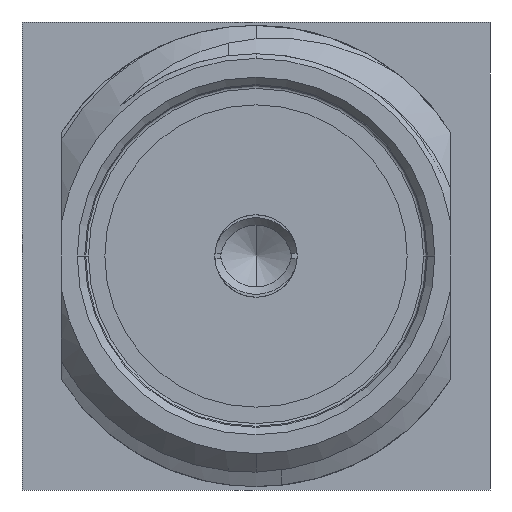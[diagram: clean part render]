
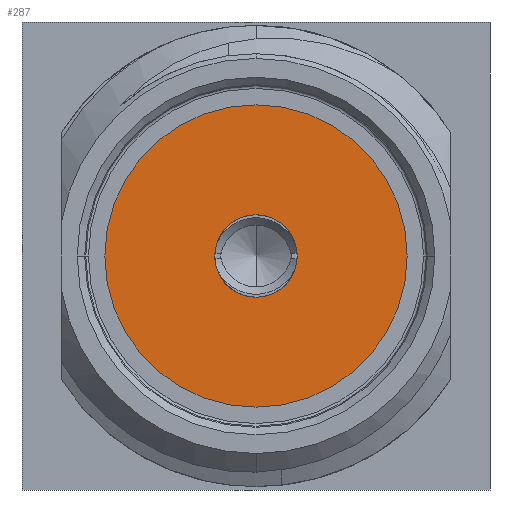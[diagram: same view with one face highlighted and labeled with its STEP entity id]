
A CAD part, front view. The second image highlights one B-rep face of the part: STEP entity #287.
In plain terms, the highlighted planar face has unit normal (0, -1, 0).
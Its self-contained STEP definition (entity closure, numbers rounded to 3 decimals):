
#287=ADVANCED_FACE('',(#841,#842),#843,.T.);
#841=FACE_OUTER_BOUND('',#1461,.T.);
#842=FACE_BOUND('',#1462,.T.);
#843=PLANE('',#1463);
#1461=EDGE_LOOP('',(#3755,#3756));
#1462=EDGE_LOOP('',(#3757,#3758,#3759,#3760));
#1463=AXIS2_PLACEMENT_3D('',#3761,#3762,#3763);
#3755=ORIENTED_EDGE('',*,*,#5059,.T.);
#3756=ORIENTED_EDGE('',*,*,#5061,.T.);
#3757=ORIENTED_EDGE('',*,*,#5062,.T.);
#3758=ORIENTED_EDGE('',*,*,#5063,.T.);
#3759=ORIENTED_EDGE('',*,*,#5064,.T.);
#3760=ORIENTED_EDGE('',*,*,#5065,.T.);
#3761=CARTESIAN_POINT('',(0.0,2.057,0.0));
#3762=DIRECTION('',(0.0,-1.0,0.0));
#3763=DIRECTION('',(0.0,0.0,-1.0));
#5059=EDGE_CURVE('',#6484,#6482,#6485,.T.);
#5061=EDGE_CURVE('',#6482,#6484,#6487,.T.);
#5062=EDGE_CURVE('',#6488,#6489,#6490,.T.);
#5063=EDGE_CURVE('',#6489,#6491,#6492,.T.);
#5064=EDGE_CURVE('',#6491,#6493,#6494,.T.);
#5065=EDGE_CURVE('',#6493,#6488,#6495,.T.);
#6482=VERTEX_POINT('',#11162);
#6484=VERTEX_POINT('',#11165);
#6485=CIRCLE('',#11166,2.051);
#6487=CIRCLE('',#11169,2.051);
#6488=VERTEX_POINT('',#11170);
#6489=VERTEX_POINT('',#11171);
#6490=B_SPLINE_CURVE_WITH_KNOTS('',3,(#11172,#11173,#11174,#11175,#11176,#11177,#11178,#11179,#11180,#11181),.UNSPECIFIED.,.F.,.F.,(4,1,1,1,1,1,1,4),(0.0,0.143,0.286,0.429,0.571,0.714,0.857,1.0),.UNSPECIFIED.);
#6491=VERTEX_POINT('',#11182);
#6492=CIRCLE('',#11183,0.559);
#6493=VERTEX_POINT('',#11184);
#6494=CIRCLE('',#11185,0.559);
#6495=B_SPLINE_CURVE_WITH_KNOTS('',3,(#11186,#11187,#11188,#11189,#11190,#11191,#11192,#11193,#11194,#11195),.UNSPECIFIED.,.F.,.F.,(4,1,1,1,1,1,1,4),(0.0,0.143,0.286,0.429,0.571,0.714,0.857,1.0),.UNSPECIFIED.);
#11162=CARTESIAN_POINT('',(-2.051,2.057,0.0));
#11165=CARTESIAN_POINT('',(2.051,2.057,0.0));
#11166=AXIS2_PLACEMENT_3D('',#12209,#12210,#12211);
#11169=AXIS2_PLACEMENT_3D('',#12213,#12214,#12215);
#11170=CARTESIAN_POINT('',(0.0,2.058,-0.559));
#11171=CARTESIAN_POINT('',(-0.559,2.057,0.0));
#11172=CARTESIAN_POINT('',(0.0,2.058,-0.559));
#11173=CARTESIAN_POINT('',(-0.042,2.058,-0.559));
#11174=CARTESIAN_POINT('',(-0.124,2.057,-0.55));
#11175=CARTESIAN_POINT('',(-0.243,2.057,-0.508));
#11176=CARTESIAN_POINT('',(-0.349,2.057,-0.442));
#11177=CARTESIAN_POINT('',(-0.439,2.057,-0.354));
#11178=CARTESIAN_POINT('',(-0.507,2.057,-0.246));
#11179=CARTESIAN_POINT('',(-0.549,2.057,-0.126));
#11180=CARTESIAN_POINT('',(-0.559,2.057,-0.043));
#11181=CARTESIAN_POINT('',(-0.559,2.057,0.0));
#11182=CARTESIAN_POINT('',(0.,2.057,0.559));
#11183=AXIS2_PLACEMENT_3D('',#12216,#12217,#12218);
#11184=CARTESIAN_POINT('',(0.559,2.057,0.0));
#11185=AXIS2_PLACEMENT_3D('',#12219,#12220,#12221);
#11186=CARTESIAN_POINT('',(0.559,2.057,0.0));
#11187=CARTESIAN_POINT('',(0.559,2.057,-0.043));
#11188=CARTESIAN_POINT('',(0.549,2.057,-0.126));
#11189=CARTESIAN_POINT('',(0.507,2.057,-0.246));
#11190=CARTESIAN_POINT('',(0.439,2.057,-0.353));
#11191=CARTESIAN_POINT('',(0.351,2.057,-0.441));
#11192=CARTESIAN_POINT('',(0.244,2.057,-0.508));
#11193=CARTESIAN_POINT('',(0.125,2.057,-0.549));
#11194=CARTESIAN_POINT('',(0.042,2.058,-0.559));
#11195=CARTESIAN_POINT('',(0.0,2.058,-0.559));
#12209=CARTESIAN_POINT('',(0.0,2.057,0.0));
#12210=DIRECTION('',(0.0,-1.0,0.0));
#12211=DIRECTION('',(1.0,0.0,0.0));
#12213=CARTESIAN_POINT('',(0.0,2.057,0.0));
#12214=DIRECTION('',(0.0,-1.0,0.0));
#12215=DIRECTION('',(-1.0,0.0,0.0));
#12216=CARTESIAN_POINT('',(0.0,2.057,0.0));
#12217=DIRECTION('',(0.0,1.0,0.0));
#12218=DIRECTION('',(-1.0,0.0,0.0));
#12219=CARTESIAN_POINT('',(0.0,2.057,0.0));
#12220=DIRECTION('',(-0.0,1.0,0.0));
#12221=DIRECTION('',(0.,0.0,1.));
